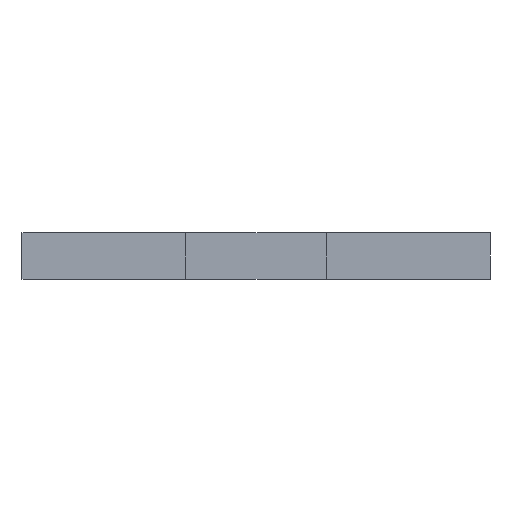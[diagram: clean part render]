
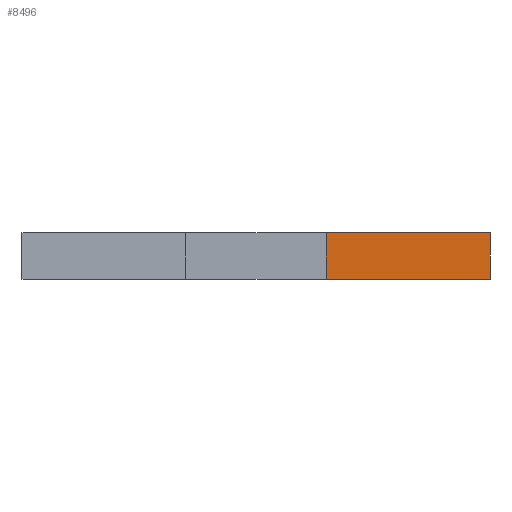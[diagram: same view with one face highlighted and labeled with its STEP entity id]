
A CAD part, front view. The second image highlights one B-rep face of the part: STEP entity #8496.
In plain terms, the highlighted planar face has unit normal (0, -1, 0).
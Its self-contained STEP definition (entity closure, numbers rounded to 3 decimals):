
#313 = VERTEX_POINT ( 'NONE', #6389 ) ;
#540 = VECTOR ( 'NONE', #6257, 1000. ) ;
#927 = EDGE_CURVE ( 'NONE', #313, #1062, #15103, .T. ) ;
#1062 = VERTEX_POINT ( 'NONE', #2704 ) ;
#1467 = VERTEX_POINT ( 'NONE', #14883 ) ;
#2704 = CARTESIAN_POINT ( 'NONE',  ( 19.5, 0., 0. ) ) ;
#3327 = ORIENTED_EDGE ( 'NONE', *, *, #14579, .T. ) ;
#4150 = CARTESIAN_POINT ( 'NONE',  ( 30., 0., 3. ) ) ;
#4257 = DIRECTION ( 'NONE',  ( 0., 0., -1. ) ) ;
#4309 = DIRECTION ( 'NONE',  ( 0., 0., 1. ) ) ;
#4796 = EDGE_LOOP ( 'NONE', ( #10377, #14335, #6567, #3327 ) ) ;
#4956 = CARTESIAN_POINT ( 'NONE',  ( 0., 0., 3. ) ) ;
#5369 = FACE_OUTER_BOUND ( 'NONE', #4796, .T. ) ;
#5795 = AXIS2_PLACEMENT_3D ( 'NONE', #8023, #11946, #4257 ) ;
#5816 = LINE ( 'NONE', #10983, #15247 ) ;
#6257 = DIRECTION ( 'NONE',  ( -1., 0., 0. ) ) ;
#6389 = CARTESIAN_POINT ( 'NONE',  ( 30., 0., 0. ) ) ;
#6567 = ORIENTED_EDGE ( 'NONE', *, *, #9280, .T. ) ;
#6994 = LINE ( 'NONE', #4956, #540 ) ;
#8023 = CARTESIAN_POINT ( 'NONE',  ( 27., 0., 0. ) ) ;
#8077 = PLANE ( 'NONE',  #5795 ) ;
#8272 = VECTOR ( 'NONE', #10158, 1000. ) ;
#8496 = ADVANCED_FACE ( 'NONE', ( #5369 ), #8077, .T. ) ;
#9280 = EDGE_CURVE ( 'NONE', #313, #14831, #15562, .T. ) ;
#10158 = DIRECTION ( 'NONE',  ( -1., 0., 0. ) ) ;
#10377 = ORIENTED_EDGE ( 'NONE', *, *, #11992, .F. ) ;
#10983 = CARTESIAN_POINT ( 'NONE',  ( 19.5, 0., 0. ) ) ;
#11946 = DIRECTION ( 'NONE',  ( 0., -1., 0. ) ) ;
#11992 = EDGE_CURVE ( 'NONE', #1062, #1467, #5816, .T. ) ;
#12154 = VECTOR ( 'NONE', #4309, 1000. ) ;
#12258 = DIRECTION ( 'NONE',  ( 0., 0., 1. ) ) ;
#14335 = ORIENTED_EDGE ( 'NONE', *, *, #927, .F. ) ;
#14579 = EDGE_CURVE ( 'NONE', #14831, #1467, #6994, .T. ) ;
#14831 = VERTEX_POINT ( 'NONE', #4150 ) ;
#14883 = CARTESIAN_POINT ( 'NONE',  ( 19.5, 0., 3. ) ) ;
#15103 = LINE ( 'NONE', #16481, #8272 ) ;
#15247 = VECTOR ( 'NONE', #12258, 1000. ) ;
#15562 = LINE ( 'NONE', #16100, #12154 ) ;
#16100 = CARTESIAN_POINT ( 'NONE',  ( 30., 0., -3000.007 ) ) ;
#16481 = CARTESIAN_POINT ( 'NONE',  ( 0., 0., 0. ) ) ;
